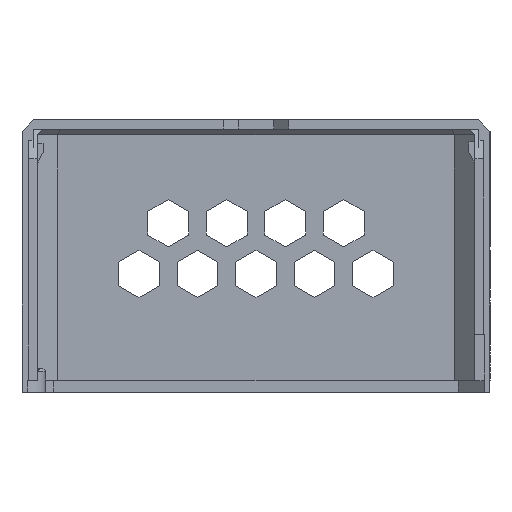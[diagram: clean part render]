
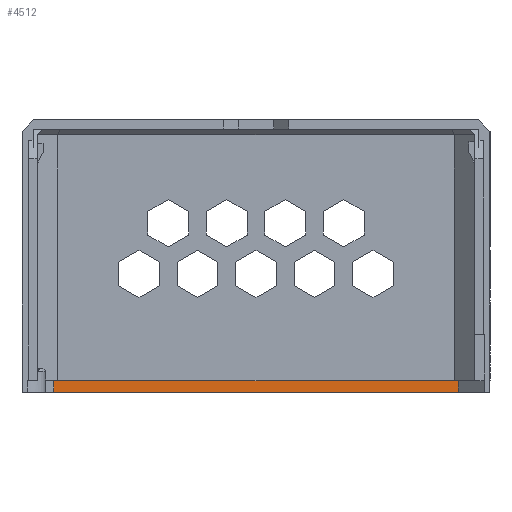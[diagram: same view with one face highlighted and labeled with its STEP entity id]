
A CAD part, left-side view. The second image highlights one B-rep face of the part: STEP entity #4512.
In plain terms, the highlighted planar face has unit normal (-1, 0, 0).
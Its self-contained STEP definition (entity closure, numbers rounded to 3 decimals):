
#4512=ADVANCED_FACE('',(#23476),#23478,.T.);
#23476=FACE_BOUND('',#23477,.T.);
#23477=EDGE_LOOP('',(#39554,#39555,#39556,#39557));
#23478=PLANE('',#23479);
#23479=AXIS2_PLACEMENT_3D('',#23480,#23481,#23482);
#23480=CARTESIAN_POINT('',(202.25,5.414,-43.));
#23481=DIRECTION('',(-1.,0.,0.));
#23482=DIRECTION('',(0.,1.,0.));
#39554=ORIENTED_EDGE('',*,*,#48215,.T.);
#39555=ORIENTED_EDGE('',*,*,#50273,.T.);
#39556=ORIENTED_EDGE('',*,*,#47371,.F.);
#39557=ORIENTED_EDGE('',*,*,#50272,.F.);
#47371=EDGE_CURVE('',#53746,#53748,#53749,.T.);
#48215=EDGE_CURVE('',#54988,#54986,#54989,.T.);
#50272=EDGE_CURVE('',#54988,#53746,#59065,.T.);
#50273=EDGE_CURVE('',#54986,#53748,#59066,.T.);
#53746=VERTEX_POINT('',#64583);
#53748=VERTEX_POINT('',#64587);
#53749=LINE('',#64588,#64589);
#54986=VERTEX_POINT('',#67513);
#54988=VERTEX_POINT('',#67517);
#54989=LINE('',#67518,#67519);
#59065=LINE('',#75739,#75740);
#59066=LINE('',#75742,#75743);
#64583=CARTESIAN_POINT('',(202.25,5.414,-45.));
#64587=CARTESIAN_POINT('',(202.25,74.586,-45.));
#64588=CARTESIAN_POINT('',(202.25,5.414,-45.));
#64589=VECTOR('',#64590,1.);
#64590=DIRECTION('',(0.,1.,0.));
#67513=CARTESIAN_POINT('',(202.25,74.586,-43.));
#67517=CARTESIAN_POINT('',(202.25,5.414,-43.));
#67518=CARTESIAN_POINT('',(202.25,5.414,-43.));
#67519=VECTOR('',#67520,1.);
#67520=DIRECTION('',(0.,1.,0.));
#75739=CARTESIAN_POINT('',(202.25,5.414,-43.));
#75740=VECTOR('',#75741,1.);
#75741=DIRECTION('',(0.,0.,-1.));
#75742=CARTESIAN_POINT('',(202.25,74.586,-43.));
#75743=VECTOR('',#75744,1.);
#75744=DIRECTION('',(0.,0.,-1.));
